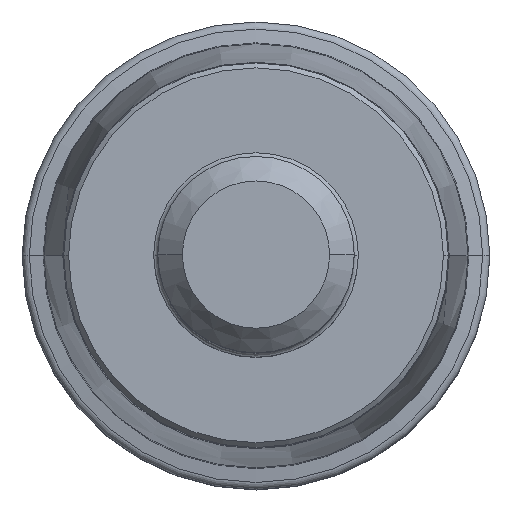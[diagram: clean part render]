
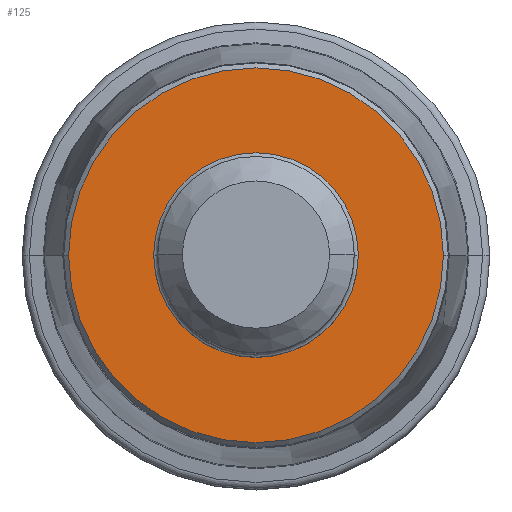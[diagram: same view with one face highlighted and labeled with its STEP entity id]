
A CAD part, top view. The second image highlights one B-rep face of the part: STEP entity #125.
In plain terms, the highlighted planar face has unit normal (0, 0, 1).
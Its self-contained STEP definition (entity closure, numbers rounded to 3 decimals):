
#43=PLANE('',#1350);
#48=FACE_BOUND('',#306,.T.);
#49=FACE_BOUND('',#307,.T.);
#125=ADVANCED_FACE('',(#48,#49),#43,.F.);
#306=EDGE_LOOP('',(#474,#475));
#307=EDGE_LOOP('',(#476,#477));
#474=ORIENTED_EDGE('',*,*,#810,.T.);
#475=ORIENTED_EDGE('',*,*,#811,.T.);
#476=ORIENTED_EDGE('',*,*,#812,.T.);
#477=ORIENTED_EDGE('',*,*,#813,.T.);
#698=VERTEX_POINT('',#2193);
#699=VERTEX_POINT('',#2194);
#700=VERTEX_POINT('',#2197);
#701=VERTEX_POINT('',#2198);
#810=EDGE_CURVE('',#698,#699,#967,.T.);
#811=EDGE_CURVE('',#699,#698,#968,.T.);
#812=EDGE_CURVE('',#700,#701,#969,.T.);
#813=EDGE_CURVE('',#701,#700,#970,.T.);
#967=CIRCLE('',#1346,11.45);
#968=CIRCLE('',#1347,11.45);
#969=CIRCLE('',#1348,6.15);
#970=CIRCLE('',#1349,6.15);
#1346=AXIS2_PLACEMENT_3D('',#2192,#1660,#1661);
#1347=AXIS2_PLACEMENT_3D('',#2195,#1662,#1663);
#1348=AXIS2_PLACEMENT_3D('',#2196,#1664,#1665);
#1349=AXIS2_PLACEMENT_3D('',#2199,#1666,#1667);
#1350=AXIS2_PLACEMENT_3D('',#2200,#1668,#1669);
#1660=DIRECTION('',(0.,0.,1.));
#1661=DIRECTION('',(-1.,0.,0.));
#1662=DIRECTION('',(0.,0.,1.));
#1663=DIRECTION('',(1.,0.,0.));
#1664=DIRECTION('',(0.,0.,-1.));
#1665=DIRECTION('',(1.,0.,0.));
#1666=DIRECTION('',(0.,0.,-1.));
#1667=DIRECTION('',(-1.,0.,0.));
#1668=DIRECTION('',(0.,0.,-1.));
#1669=DIRECTION('',(1.,0.,0.));
#2192=CARTESIAN_POINT('',(0.,0.,0.));
#2193=CARTESIAN_POINT('',(-11.45,0.,0.));
#2194=CARTESIAN_POINT('',(11.45,0.,0.));
#2195=CARTESIAN_POINT('',(0.,0.,0.));
#2196=CARTESIAN_POINT('',(0.,0.,0.));
#2197=CARTESIAN_POINT('',(6.15,0.,0.));
#2198=CARTESIAN_POINT('',(-6.15,0.,0.));
#2199=CARTESIAN_POINT('',(0.,0.,0.));
#2200=CARTESIAN_POINT('',(0.,0.,0.));
